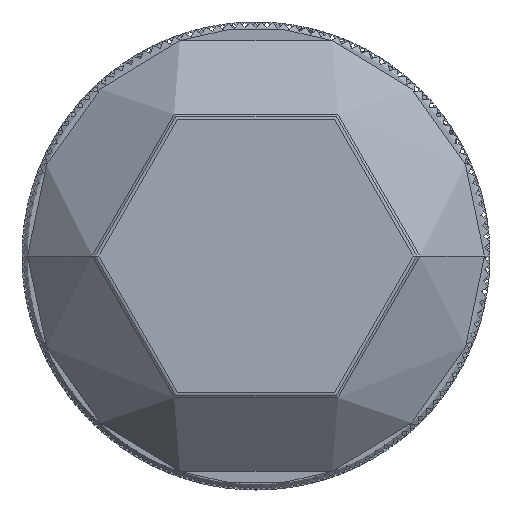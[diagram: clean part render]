
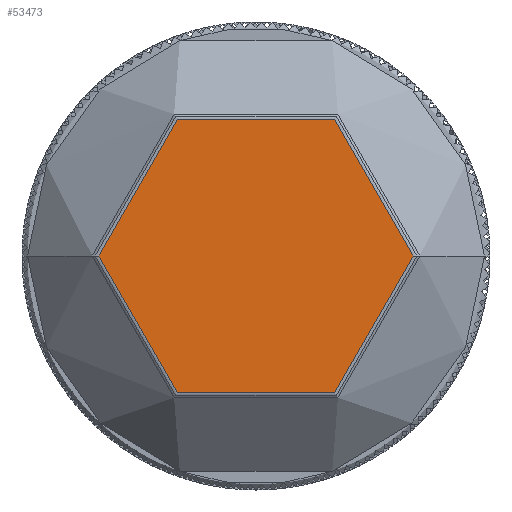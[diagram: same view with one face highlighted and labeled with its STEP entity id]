
A CAD part, left-side view. The second image highlights one B-rep face of the part: STEP entity #53473.
In plain terms, the highlighted planar face has unit normal (-1, 0, 0).
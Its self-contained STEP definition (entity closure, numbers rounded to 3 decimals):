
#27068=CARTESIAN_POINT('',(-110.1,0.,0.));
#27069=DIRECTION('',(-1.,0.,0.));
#27070=DIRECTION('',(0.,1.,0.));
#27071=AXIS2_PLACEMENT_3D('',#27068,#27069,#27070);
#27076=CARTESIAN_POINT('',(-110.1,0.,0.));
#27077=DIRECTION('',(-1.,0.,0.));
#27078=DIRECTION('',(0.,-1.,0.));
#27079=AXIS2_PLACEMENT_3D('',#27076,#27077,#27078);
#33805=CARTESIAN_POINT('',(-110.1,8.393,0.));
#33807=VERTEX_POINT('',#33805);
#33811=CARTESIAN_POINT('',(-110.1,-8.393,0.));
#33812=VERTEX_POINT('',#33811);
#53463=CARTESIAN_POINT('',(-110.1,0.,6.6));
#53464=DIRECTION('',(1.,0.,0.));
#53465=DIRECTION('',(0.,1.,0.));
#53466=AXIS2_PLACEMENT_3D('',#53463,#53464,#53465);
#53467=PLANE('',#53466);
#53469=ORIENTED_EDGE('',*,*,#53468,.F.);
#53470=ORIENTED_EDGE('',*,*,#53453,.F.);
#53471=EDGE_LOOP('',(#53469,#53470));
#53472=FACE_OUTER_BOUND('',#53471,.F.);
#53473=ADVANCED_FACE('',(#53472),#53467,.F.);
#27072=CIRCLE('',#27071,8.393);
#27080=CIRCLE('',#27079,8.393);
#53453=EDGE_CURVE('',#33812,#33807,#27080,.T.);
#53468=EDGE_CURVE('',#33807,#33812,#27072,.T.);
